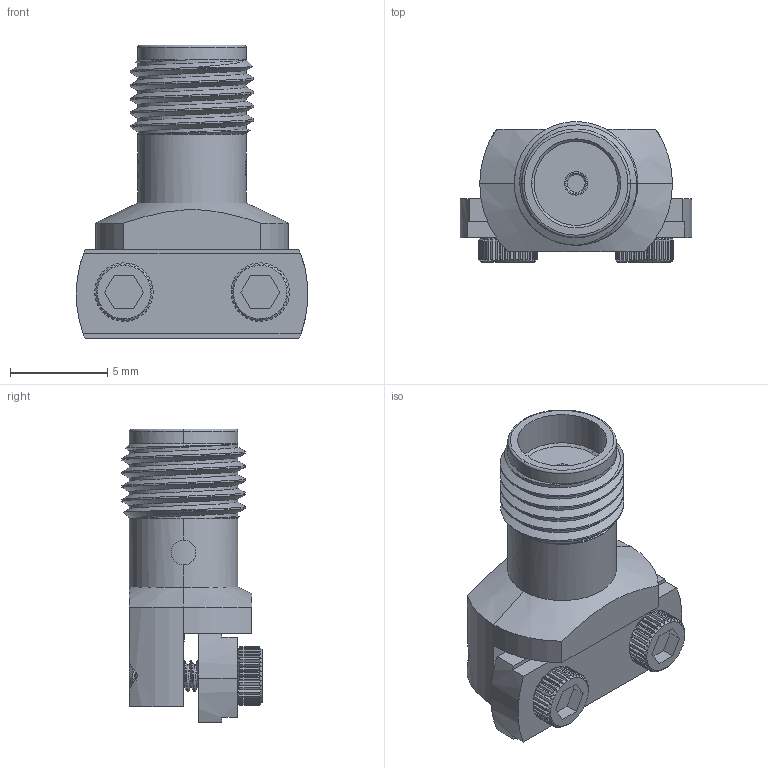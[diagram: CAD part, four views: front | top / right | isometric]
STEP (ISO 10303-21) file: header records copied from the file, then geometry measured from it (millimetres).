
FILE_DESCRIPTION (( 'STEP AP203' ), '1' );
FILE_NAME ('PE45465 ¦ FMCN1490.step', '2019-07-03T13:22:09', ( '' ), ( '' ), 'SwSTEP 2.0', 'SolidWorks 2018', '' );
FILE_SCHEMA (( 'CONFIG_CONTROL_DESIGN' ));
Products named in the file (1): PE45465 ｦ FMCN1490
Bounding box: 11.89 x 7.2 x 15.09 mm (x, y, z)
Volume: 450.6 mm3; surface area: 869.2 mm2
Topology: 4 solids, 5 shells, 655 faces, 1595 edges, 957 vertices
Faces by surface type: cylinder 235, plane 199, cone 183, bspline 36, torus 2
Entity records: 32711 total; most frequent: CARTESIAN_POINT 18749, ORIENTED_EDGE 3186, DIRECTION 2592, EDGE_CURVE 1593, AXIS2_PLACEMENT_3D 1046, VERTEX_POINT 957, EDGE_LOOP 672, ADVANCED_FACE 655
